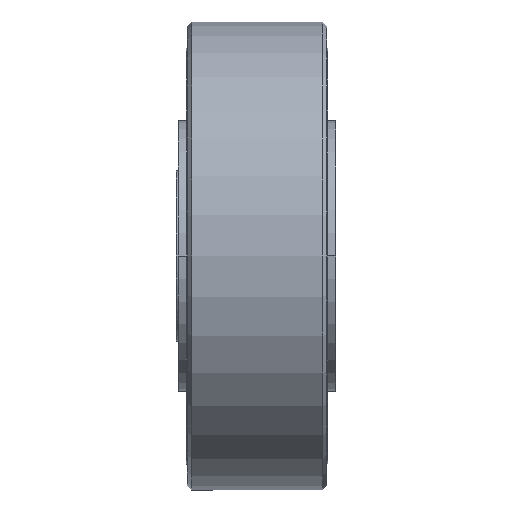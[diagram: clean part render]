
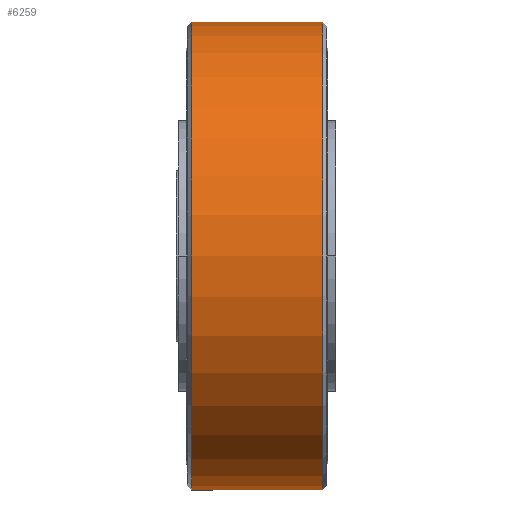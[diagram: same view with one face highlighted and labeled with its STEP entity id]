
A CAD part, front view. The second image highlights one B-rep face of the part: STEP entity #6259.
In plain terms, the highlighted cylindrical face has radius 112.5 mm (diameter 225 mm), a partial arc.
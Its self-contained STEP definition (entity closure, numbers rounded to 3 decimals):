
#6193=CARTESIAN_POINT('',(31.5,112.5,0.0));
#6194=VERTEX_POINT('',#6193);
#6210=CARTESIAN_POINT('',(31.5,-112.5,0.));
#6211=VERTEX_POINT('',#6210);
#6218=CARTESIAN_POINT('',(31.5,0.0,0.0));
#6219=DIRECTION('',(1.0,0.0,0.0));
#6220=DIRECTION('',(0.0,1.0,0.0));
#6221=AXIS2_PLACEMENT_3D('',#6218,#6219,#6220);
#6222=CIRCLE('',#6221,112.5);
#6223=EDGE_CURVE('',#6211,#6194,#6222,.T.);
#6228=CARTESIAN_POINT('',(-34.65,0.0,0.0));
#6229=DIRECTION('',(1.0,0.0,0.0));
#6230=DIRECTION('',(0.0,1.0,0.0));
#6231=AXIS2_PLACEMENT_3D('',#6228,#6229,#6230);
#6232=CYLINDRICAL_SURFACE('',#6231,112.5);
#6233=CARTESIAN_POINT('',(-31.5,112.5,0.0));
#6234=VERTEX_POINT('',#6233);
#6235=CARTESIAN_POINT('',(31.5,112.5,0.0));
#6236=DIRECTION('',(-1.0,0.0,0.0));
#6237=VECTOR('',#6236,63.);
#6238=LINE('',#6235,#6237);
#6239=EDGE_CURVE('',#6194,#6234,#6238,.T.);
#6240=ORIENTED_EDGE('',*,*,#6239,.F.);
#6241=ORIENTED_EDGE('',*,*,#6223,.F.);
#6242=CARTESIAN_POINT('',(-31.5,-112.5,0.));
#6243=VERTEX_POINT('',#6242);
#6244=CARTESIAN_POINT('',(31.5,-112.5,0.));
#6245=DIRECTION('',(-1.0,0.0,0.0));
#6246=VECTOR('',#6245,63.);
#6247=LINE('',#6244,#6246);
#6248=EDGE_CURVE('',#6211,#6243,#6247,.T.);
#6249=ORIENTED_EDGE('',*,*,#6248,.T.);
#6250=CARTESIAN_POINT('',(-31.5,0.0,0.0));
#6251=DIRECTION('',(1.0,0.0,0.0));
#6252=DIRECTION('',(0.0,1.0,0.0));
#6253=AXIS2_PLACEMENT_3D('',#6250,#6251,#6252);
#6254=CIRCLE('',#6253,112.5);
#6255=EDGE_CURVE('',#6243,#6234,#6254,.T.);
#6256=ORIENTED_EDGE('',*,*,#6255,.T.);
#6257=EDGE_LOOP('',(#6240,#6241,#6249,#6256));
#6258=FACE_OUTER_BOUND('',#6257,.T.);
#6259=ADVANCED_FACE('',(#6258),#6232,.T.);
